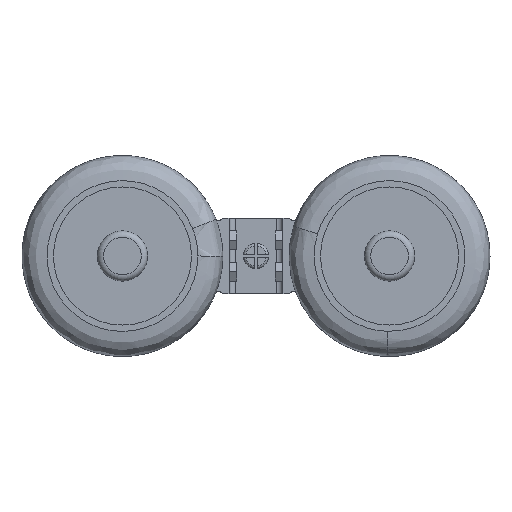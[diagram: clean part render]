
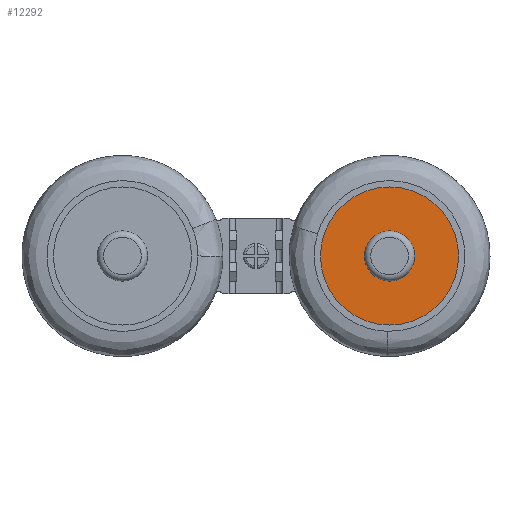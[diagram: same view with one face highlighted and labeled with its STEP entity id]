
A CAD part, front view. The second image highlights one B-rep face of the part: STEP entity #12292.
In plain terms, the highlighted planar face has unit normal (0, -1, 0).
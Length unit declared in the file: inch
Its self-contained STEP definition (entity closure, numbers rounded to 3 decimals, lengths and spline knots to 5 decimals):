
#428=FACE_BOUND('',#2986,.T.);
#1618=PLANE('',#13480);
#2260=FACE_OUTER_BOUND('',#2985,.T.);
#2985=EDGE_LOOP('',(#10957,#10958));
#2986=EDGE_LOOP('',(#10959,#10960));
#5271=CIRCLE('',#13461,0.7);
#5272=CIRCLE('',#13462,0.7);
#5282=CIRCLE('',#13478,1.925);
#5283=CIRCLE('',#13479,1.925);
#6348=VERTEX_POINT('',#24133);
#6349=VERTEX_POINT('',#24135);
#6358=VERTEX_POINT('',#24162);
#6359=VERTEX_POINT('',#24164);
#7990=EDGE_CURVE('',#6348,#6349,#5271,.T.);
#7991=EDGE_CURVE('',#6349,#6348,#5272,.T.);
#8003=EDGE_CURVE('',#6359,#6358,#5282,.T.);
#8004=EDGE_CURVE('',#6358,#6359,#5283,.T.);
#10957=ORIENTED_EDGE('',*,*,#8003,.T.);
#10958=ORIENTED_EDGE('',*,*,#8004,.T.);
#10959=ORIENTED_EDGE('',*,*,#7991,.F.);
#10960=ORIENTED_EDGE('',*,*,#7990,.F.);
#12292=ADVANCED_FACE('',(#2260,#428),#1618,.T.);
#13461=AXIS2_PLACEMENT_3D('',#24136,#16411,#16412);
#13462=AXIS2_PLACEMENT_3D('',#24137,#16413,#16414);
#13478=AXIS2_PLACEMENT_3D('',#24165,#16447,#16448);
#13479=AXIS2_PLACEMENT_3D('',#24166,#16449,#16450);
#13480=AXIS2_PLACEMENT_3D('',#24167,#16451,#16452);
#16411=DIRECTION('center_axis',(0.,-1.,0.));
#16412=DIRECTION('ref_axis',(1.,0.,0.));
#16413=DIRECTION('center_axis',(0.,-1.,0.));
#16414=DIRECTION('ref_axis',(1.,0.,0.));
#16447=DIRECTION('center_axis',(0.,-1.,0.));
#16448=DIRECTION('ref_axis',(1.,0.,0.));
#16449=DIRECTION('center_axis',(0.,-1.,0.));
#16450=DIRECTION('ref_axis',(1.,0.,0.));
#16451=DIRECTION('center_axis',(0.,-1.,0.));
#16452=DIRECTION('ref_axis',(1.,0.,0.));
#24133=CARTESIAN_POINT('',(3.72306,-3.325,0.7));
#24135=CARTESIAN_POINT('',(4.42306,-3.325,0.));
#24136=CARTESIAN_POINT('Origin',(3.72306,-3.325,0.));
#24137=CARTESIAN_POINT('Origin',(3.72306,-3.325,0.));
#24162=CARTESIAN_POINT('',(3.72306,-3.325,1.925));
#24164=CARTESIAN_POINT('',(5.64806,-3.325,0.));
#24165=CARTESIAN_POINT('Origin',(3.72306,-3.325,0.));
#24166=CARTESIAN_POINT('Origin',(3.72306,-3.325,0.));
#24167=CARTESIAN_POINT('Origin',(0.,-3.325,0.));
